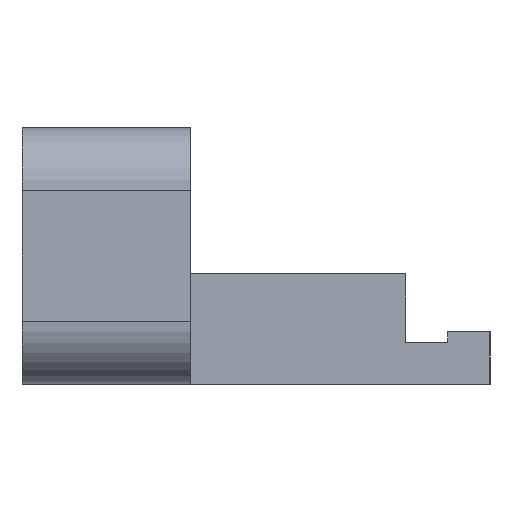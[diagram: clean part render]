
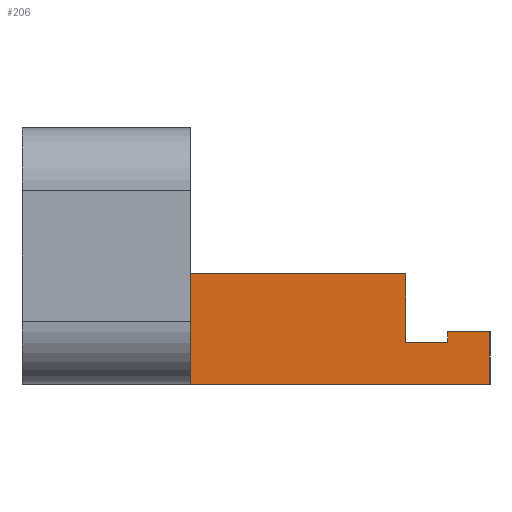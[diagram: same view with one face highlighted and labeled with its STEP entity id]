
A CAD part, left-side view. The second image highlights one B-rep face of the part: STEP entity #206.
In plain terms, the highlighted planar face has unit normal (-1, 0, 0).
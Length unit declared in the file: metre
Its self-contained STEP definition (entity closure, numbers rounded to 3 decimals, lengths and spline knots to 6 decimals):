
#206 = ADVANCED_FACE( '', ( #474 ), #475, .F. );
#474 = FACE_OUTER_BOUND( '', #799, .T. );
#475 = PLANE( '', #800 );
#799 = EDGE_LOOP( '', ( #1379, #1380, #1381, #1382, #1383, #1384, #1385, #1386 ) );
#800 = AXIS2_PLACEMENT_3D( '', #1387, #1388, #1389 );
#1379 = ORIENTED_EDGE( '', *, *, #2216, .F. );
#1380 = ORIENTED_EDGE( '', *, *, #2104, .T. );
#1381 = ORIENTED_EDGE( '', *, *, #2217, .T. );
#1382 = ORIENTED_EDGE( '', *, *, #2218, .F. );
#1383 = ORIENTED_EDGE( '', *, *, #2219, .F. );
#1384 = ORIENTED_EDGE( '', *, *, #2220, .F. );
#1385 = ORIENTED_EDGE( '', *, *, #2183, .F. );
#1386 = ORIENTED_EDGE( '', *, *, #1997, .T. );
#1387 = CARTESIAN_POINT( '', ( -0.048925, 0.007125, 0.0122 ) );
#1388 = DIRECTION( '', ( 1., 0., 0. ) );
#1389 = DIRECTION( '', ( 0., 0., -1. ) );
#1997 = EDGE_CURVE( '', #2396, #2394, #2397, .T. );
#2104 = EDGE_CURVE( '', #2571, #2583, #2585, .T. );
#2183 = EDGE_CURVE( '', #2396, #2713, #2714, .T. );
#2216 = EDGE_CURVE( '', #2571, #2394, #2762, .T. );
#2217 = EDGE_CURVE( '', #2583, #2763, #2764, .T. );
#2218 = EDGE_CURVE( '', #2765, #2763, #2766, .T. );
#2219 = EDGE_CURVE( '', #2767, #2765, #2768, .T. );
#2220 = EDGE_CURVE( '', #2713, #2767, #2769, .T. );
#2394 = VERTEX_POINT( '', #2981 );
#2396 = VERTEX_POINT( '', #2984 );
#2397 = LINE( '', #2985, #2986 );
#2571 = VERTEX_POINT( '', #3237 );
#2583 = VERTEX_POINT( '', #3253 );
#2585 = LINE( '', #3256, #3257 );
#2713 = VERTEX_POINT( '', #3442 );
#2714 = LINE( '', #3443, #3444 );
#2762 = LINE( '', #3514, #3515 );
#2763 = VERTEX_POINT( '', #3516 );
#2764 = LINE( '', #3517, #3518 );
#2765 = VERTEX_POINT( '', #3519 );
#2766 = LINE( '', #3520, #3521 );
#2767 = VERTEX_POINT( '', #3522 );
#2768 = LINE( '', #3523, #3524 );
#2769 = LINE( '', #3525, #3526 );
#2981 = CARTESIAN_POINT( '', ( -0.048925, 0.004, 0.00525 ) );
#2984 = CARTESIAN_POINT( '', ( -0.048925, 0.004, 0.002 ) );
#2985 = CARTESIAN_POINT( '', ( -0.048925, 0.004, 0.002 ) );
#2986 = VECTOR( '', #3822, 1. );
#3237 = CARTESIAN_POINT( '', ( -0.048925, 0.01425, 0.00525 ) );
#3253 = CARTESIAN_POINT( '', ( -0.048925, 0.01425, 0. ) );
#3256 = CARTESIAN_POINT( '', ( -0.048925, 0.01425, 0.0122 ) );
#3257 = VECTOR( '', #3926, 1. );
#3442 = CARTESIAN_POINT( '', ( -0.048925, 0.002, 0.002 ) );
#3443 = CARTESIAN_POINT( '', ( -0.048925, 0.007125, 0.002 ) );
#3444 = VECTOR( '', #4002, 1. );
#3514 = CARTESIAN_POINT( '', ( -0.048925, 0.017, 0.00525 ) );
#3515 = VECTOR( '', #4034, 1. );
#3516 = CARTESIAN_POINT( '', ( -0.048925, 0., 0. ) );
#3517 = CARTESIAN_POINT( '', ( -0.048925, 0.007125, 0. ) );
#3518 = VECTOR( '', #4035, 1. );
#3519 = CARTESIAN_POINT( '', ( -0.048925, 0., 0.0025 ) );
#3520 = CARTESIAN_POINT( '', ( -0.048925, 0., 0.0122 ) );
#3521 = VECTOR( '', #4036, 1. );
#3522 = CARTESIAN_POINT( '', ( -0.048925, 0.002, 0.0025 ) );
#3523 = CARTESIAN_POINT( '', ( -0.048925, 0.007125, 0.0025 ) );
#3524 = VECTOR( '', #4037, 1. );
#3525 = CARTESIAN_POINT( '', ( -0.048925, 0.002, 0.002 ) );
#3526 = VECTOR( '', #4038, 1. );
#3822 = DIRECTION( '', ( 0., 0., 1. ) );
#3926 = DIRECTION( '', ( 0., 0., -1. ) );
#4002 = DIRECTION( '', ( 0., -1., 0. ) );
#4034 = DIRECTION( '', ( 0., -1., 0. ) );
#4035 = DIRECTION( '', ( 0., -1., 0. ) );
#4036 = DIRECTION( '', ( 0., 0., -1. ) );
#4037 = DIRECTION( '', ( 0., -1., 0. ) );
#4038 = DIRECTION( '', ( 0., 0., 1. ) );
